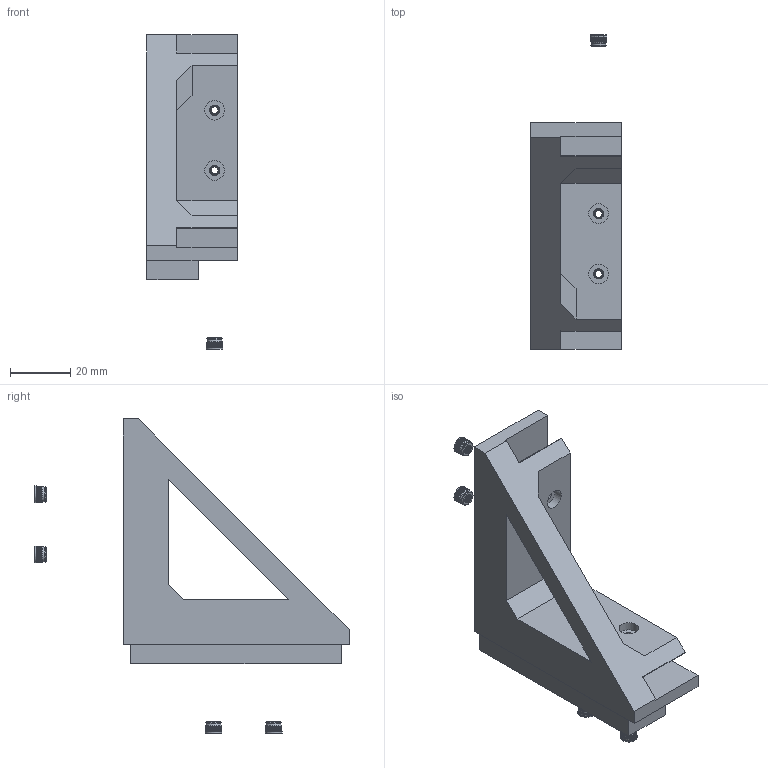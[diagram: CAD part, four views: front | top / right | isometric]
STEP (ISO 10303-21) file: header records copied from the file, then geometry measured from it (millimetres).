
FILE_DESCRIPTION(/* description */ ('STEP AP242','CAx-IF Rec.Pracs.---Representation and Presentation of Product Manufacturing Information (PMI)---4.0---2014-10-13','CAx-IF Rec.Pracs.---3D Tessellated Geometry---0.4---2014-09-14','2;1'),/* implementation_level */ '2;1');
FILE_NAME(/* name */ '673b915260d000766f8df5b4',/* time_stamp */ '2024-11-18T19:11:15Z',/* author */ (''),/* organization */ (''),/* preprocessor_version */ 'ST-DEVELOPER v20',/* originating_system */ 'ONSHAPE BY PTC INC, 1.189',/* authorisation */ ' ');
FILE_SCHEMA (('AP242_MANAGED_MODEL_BASED_3D_ENGINEERING_MIM_LF { 1 0 10303 442 1 1 4 }'));
Length unit declared in the file: metre
Products named in the file (4): Left Triangle Brace; 94180A331_Tapered Heat-Set Inserts for Plastic; Part 1; Part 2
Assembly tree (6 placements, depth 2):
  Left Triangle Brace
    94180A331_Tapered Heat-Set Inserts for Plastic  x4
    Part 1
    Part 2
Bounding box: 30 x 104.3 x 104.3 mm (x, y, z)
Volume: 53638 mm3; surface area: 23718.9 mm2
Topology: 6 solids, 6 shells, 880 faces, 2317 edges, 1460 vertices
Faces by surface type: bspline 392, plane 240, cylinder 220, cone 28
Full cylindrical faces by diameter (mm): 3.4 x4, 4.697 x4, 5.05 x4, 5.56 x4, 6.5 x4
Entity records: 8772 total; most frequent: CARTESIAN_POINT 3407, ORIENTED_EDGE 1274, DIRECTION 911, EDGE_CURVE 637, VERTEX_POINT 416, AXIS2_PLACEMENT_3D 346, EDGE_LOOP 295, FACE_BOUND 295
